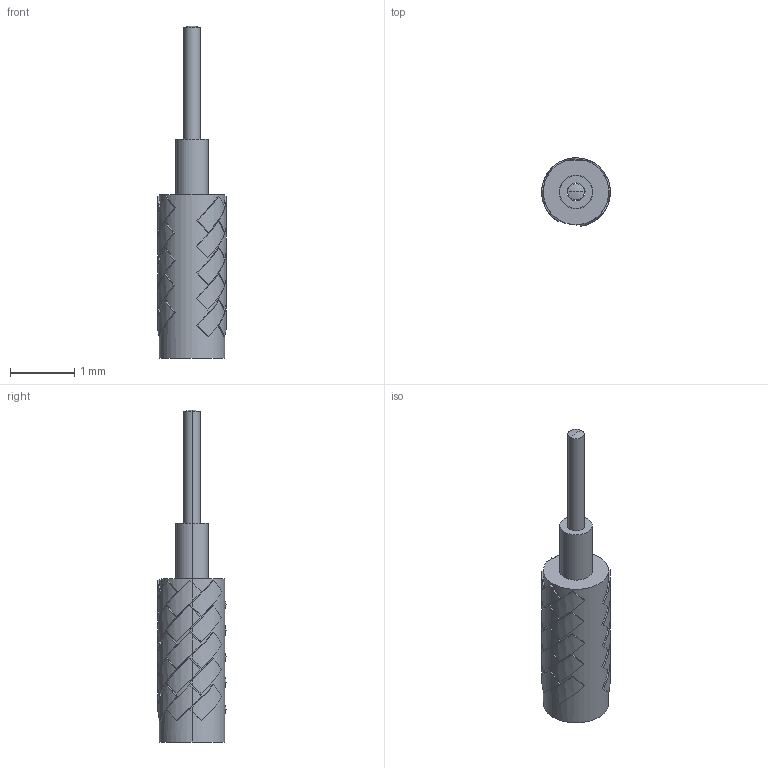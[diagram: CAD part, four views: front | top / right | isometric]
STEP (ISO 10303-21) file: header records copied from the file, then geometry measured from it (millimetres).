
FILE_DESCRIPTION (( 'STEP AP203' ), '1' );
FILE_NAME ('A2236-3-WR.STEP', '2013-11-19T12:28:19', ( '' ), ( '' ), 'SwSTEP 2.0', 'SolidWorks 2012', '' );
FILE_SCHEMA (( 'CONFIG_CONTROL_DESIGN' ));
Length unit declared in the file: inch
Products named in the file (1): A2236-3-WR
Bounding box: 1.07 x 1.06 x 5.16 mm (x, y, z)
Volume: 2.4 mm3; surface area: 28 mm2
Topology: 3 solids, 3 shells, 204 faces, 535 edges, 355 vertices
Faces by surface type: bspline 140, cylinder 55, plane 7, torus 2
Entity records: 6986 total; most frequent: CARTESIAN_POINT 3203, ORIENTED_EDGE 1066, EDGE_CURVE 533, B_SPLINE_CURVE_WITH_KNOTS 470, VERTEX_POINT 355, EDGE_LOOP 228, DIRECTION 217, FACE_OUTER_BOUND 204
